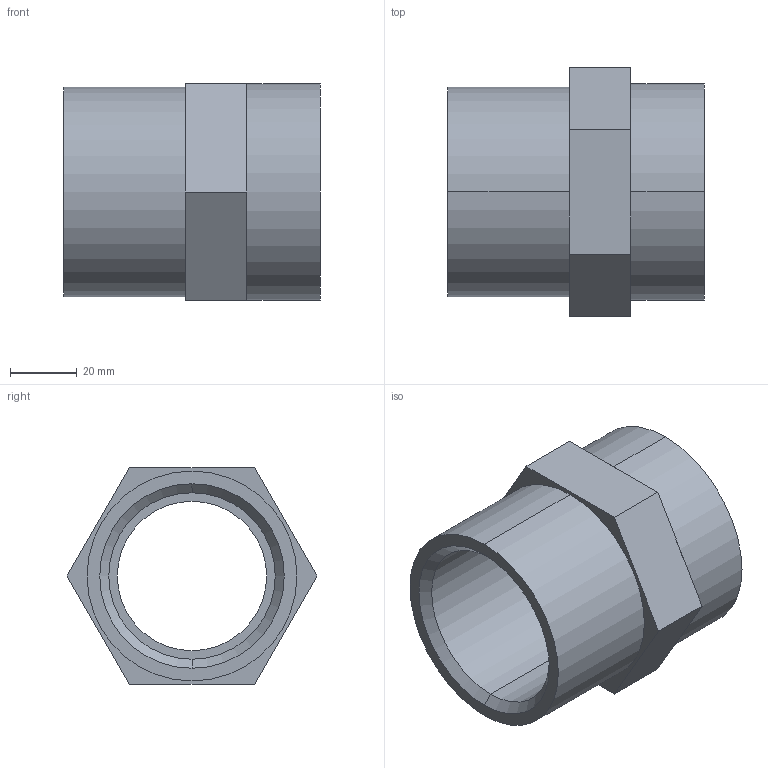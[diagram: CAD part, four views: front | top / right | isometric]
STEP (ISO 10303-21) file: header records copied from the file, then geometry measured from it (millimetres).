
FILE_DESCRIPTION(('STEP AP214'),'1');
FILE_NAME('cctmp_1BBC49DD-F558-41BB-AD03-FE51FD2D4B3C_2022_03_09_09_39_02_0102..stp','2022-03-09T08:39:02',('Praher Valves GmbH'),('CADClick - www.CADClick.com'),'Spatial InterOp 3D',' ','unknown authorization');
FILE_SCHEMA(('AUTOMOTIVE_DESIGN'));
Length unit declared in the file: millimetre
Products named in the file (1): 71145
Bounding box: 77 x 75.06 x 65 mm (x, y, z)
Volume: 111120.1 mm3; surface area: 31540.1 mm2
Topology: 1 solids, 1 shells, 26 faces, 56 edges, 34 vertices
Faces by surface type: plane 16, cylinder 8, cone 2
Entity records: 938 total; most frequent: DIRECTION 132, CARTESIAN_POINT 117, ORIENTED_EDGE 112, EDGE_CURVE 56, AXIS2_PLACEMENT_3D 49, VERTEX_POINT 34, LINE 34, VECTOR 34
